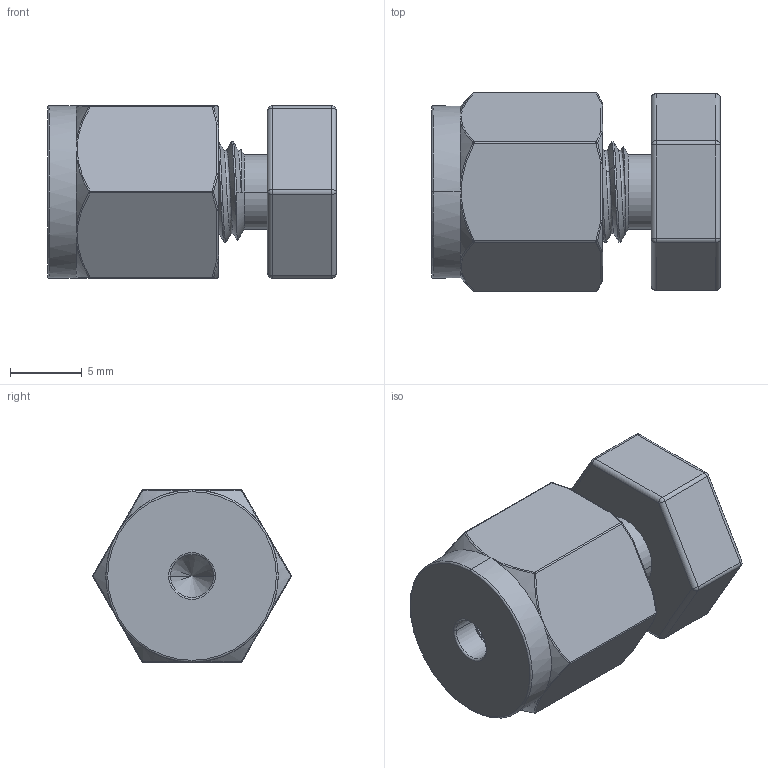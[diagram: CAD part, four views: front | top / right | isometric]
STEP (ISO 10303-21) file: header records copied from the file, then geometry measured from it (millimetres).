
FILE_DESCRIPTION((''),'2;1');
FILE_NAME('001_CCA_CTE_MASTER_ASM','2025-06-20T15:23:23',('Administrator'),(''),'CREO PARAMETRIC BY PTC INC, 2020184','CREO PARAMETRIC BY PTC INC, 2020184','');
FILE_SCHEMA(('AUTOMOTIVE_DESIGN { 1 0 10303 214 1 1 1 1 }'));
Length unit declared in the file: millimetre
Products named in the file (5): DIN2353-TUBE_CCA; DIN2353_TUBE_NUT_CCA; BACK_FERRULE_CCA; FRONT_FERRULE_CCA; 001_CCA_CTE_MASTER_ASM
Assembly tree (4 placements, depth 2):
  001_CCA_CTE_MASTER_ASM
    DIN2353-TUBE_CCA
    DIN2353_TUBE_NUT_CCA
    BACK_FERRULE_CCA
    FRONT_FERRULE_CCA
Bounding box: 20.1 x 13.82 x 12 mm (x, y, z)
Volume: 1996.9 mm3; surface area: 1987.3 mm2
Topology: 4 solids, 4 shells, 239 faces, 542 edges, 339 vertices
Faces by surface type: cylinder 74, bspline 42, sphere 36, torus 34, cone 32, plane 21
Entity records: 18187 total; most frequent: CARTESIAN_POINT 12184, DIRECTION 1055, ORIENTED_EDGE 1036, EDGE_CURVE 518, AXIS2_PLACEMENT_3D 450, VERTEX_POINT 289, EDGE_LOOP 247, FACE_OUTER_BOUND 239
